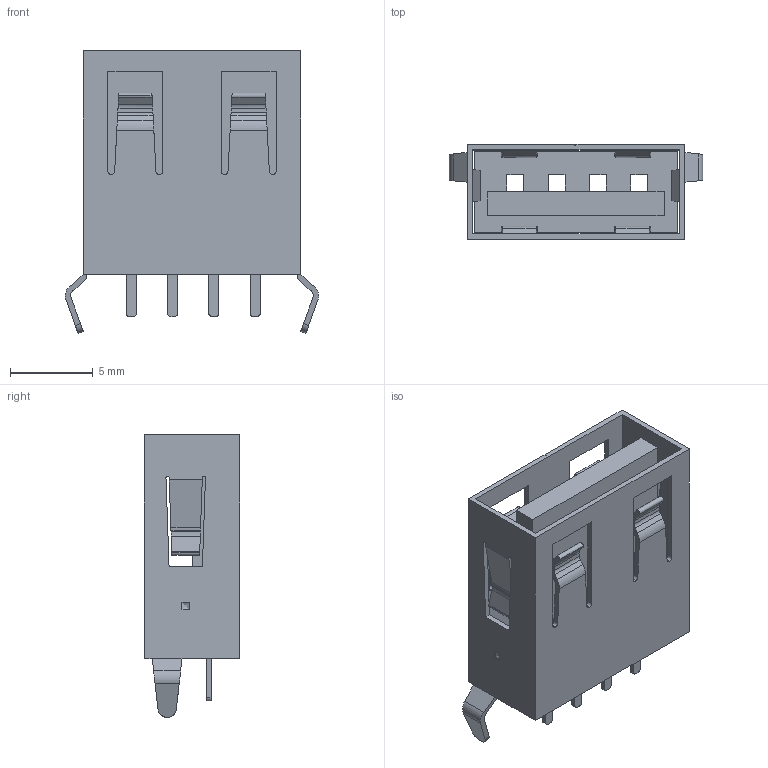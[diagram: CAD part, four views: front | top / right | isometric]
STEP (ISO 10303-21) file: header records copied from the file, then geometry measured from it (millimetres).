
FILE_DESCRIPTION (( 'STEP AP203' ), '1' );
FILE_NAME ('USB CONNECTOR.STEP', '2023-07-11T02:01:05', ( '' ), ( '' ), 'SwSTEP 2.0', 'SolidWorks 2017', '' );
FILE_SCHEMA (( 'CONFIG_CONTROL_DESIGN' ));
Length unit declared in the file: millimetre
Products named in the file (1): USB CONNECTOR
Bounding box: 15.34 x 5.76 x 17.1 mm (x, y, z)
Volume: 430.2 mm3; surface area: 1552.1 mm2
Topology: 2 solids, 2 shells, 268 faces, 779 edges, 510 vertices
Faces by surface type: plane 189, cylinder 75, bspline 4
Entity records: 8916 total; most frequent: CARTESIAN_POINT 1944, ORIENTED_EDGE 1558, DIRECTION 1287, EDGE_CURVE 779, LINE 621, VECTOR 621, VERTEX_POINT 510, AXIS2_PLACEMENT_3D 333
